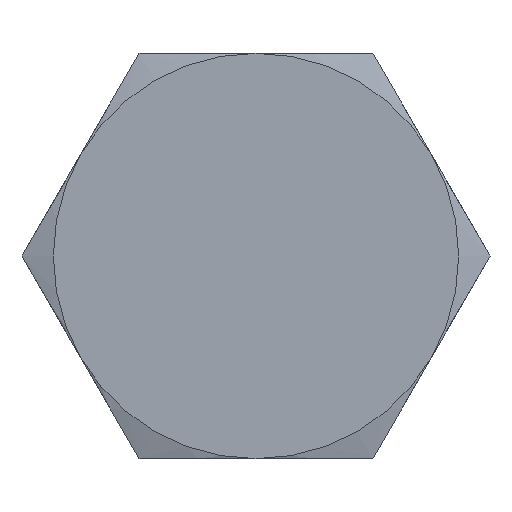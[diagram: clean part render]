
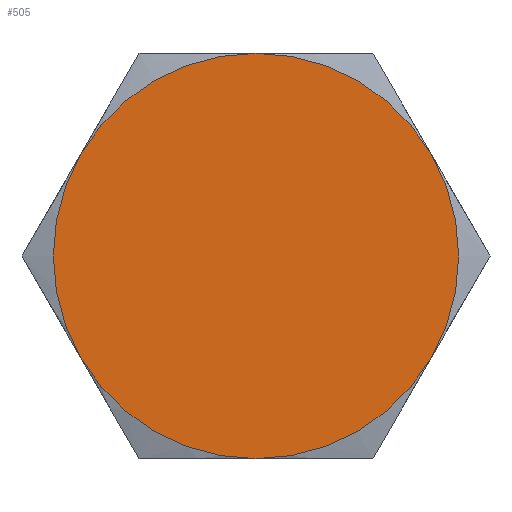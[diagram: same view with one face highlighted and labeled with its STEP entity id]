
A CAD part, left-side view. The second image highlights one B-rep face of the part: STEP entity #505.
In plain terms, the highlighted planar face has unit normal (-1, 0, 0).
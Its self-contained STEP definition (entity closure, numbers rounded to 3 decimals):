
#191=ORIENTED_EDGE('',*,*,#254,.F.);
#192=ORIENTED_EDGE('',*,*,#253,.F.);
#193=ORIENTED_EDGE('',*,*,#252,.F.);
#194=ORIENTED_EDGE('',*,*,#255,.F.);
#195=ORIENTED_EDGE('',*,*,#251,.F.);
#196=ORIENTED_EDGE('',*,*,#250,.F.);
#250=EDGE_CURVE('',#293,#290,#319,.T.);
#251=EDGE_CURVE('',#290,#300,#320,.T.);
#252=EDGE_CURVE('',#299,#297,#321,.T.);
#253=EDGE_CURVE('',#297,#295,#322,.T.);
#254=EDGE_CURVE('',#295,#293,#323,.T.);
#255=EDGE_CURVE('',#300,#299,#324,.T.);
#290=VERTEX_POINT('',#913);
#293=VERTEX_POINT('',#927);
#295=VERTEX_POINT('',#939);
#297=VERTEX_POINT('',#951);
#299=VERTEX_POINT('',#963);
#300=VERTEX_POINT('',#974);
#319=CIRCLE('',#568,3.5);
#320=CIRCLE('',#570,3.5);
#321=CIRCLE('',#572,3.5);
#322=CIRCLE('',#574,3.5);
#323=CIRCLE('',#576,3.5);
#324=CIRCLE('',#578,3.5);
#389=EDGE_LOOP('',(#191,#192,#193,#194,#195,#196));
#456=FACE_BOUND('',#389,.T.);
#470=PLANE('',#577);
#505=ADVANCED_FACE('',(#456),#470,.F.);
#568=AXIS2_PLACEMENT_3D('',#980,#690,#691);
#570=AXIS2_PLACEMENT_3D('',#982,#694,#695);
#572=AXIS2_PLACEMENT_3D('',#984,#698,#699);
#574=AXIS2_PLACEMENT_3D('',#986,#702,#703);
#576=AXIS2_PLACEMENT_3D('',#988,#706,#707);
#577=AXIS2_PLACEMENT_3D('',#989,#708,#709);
#578=AXIS2_PLACEMENT_3D('',#990,#710,#711);
#690=DIRECTION('',(1.,0.,0.));
#691=DIRECTION('',(0.,0.,-1.));
#694=DIRECTION('',(1.,0.,0.));
#695=DIRECTION('',(0.,0.,-1.));
#698=DIRECTION('',(1.,0.,0.));
#699=DIRECTION('',(0.,0.,-1.));
#702=DIRECTION('',(1.,0.,0.));
#703=DIRECTION('',(0.,0.,-1.));
#706=DIRECTION('',(1.,0.,0.));
#707=DIRECTION('',(0.,0.,-1.));
#708=DIRECTION('',(1.,0.,0.));
#709=DIRECTION('',(0.,0.,-1.));
#710=DIRECTION('',(1.,0.,0.));
#711=DIRECTION('',(0.,0.,-1.));
#913=CARTESIAN_POINT('',(-3.,0.,3.5));
#927=CARTESIAN_POINT('',(-3.,3.031,1.75));
#939=CARTESIAN_POINT('',(-3.,3.031,-1.75));
#951=CARTESIAN_POINT('',(-3.,0.,-3.5));
#963=CARTESIAN_POINT('',(-3.,-3.031,-1.75));
#974=CARTESIAN_POINT('',(-3.,-3.031,1.75));
#980=CARTESIAN_POINT('',(-3.,0.,0.));
#982=CARTESIAN_POINT('',(-3.,0.,0.));
#984=CARTESIAN_POINT('',(-3.,0.,0.));
#986=CARTESIAN_POINT('',(-3.,0.,0.));
#988=CARTESIAN_POINT('',(-3.,0.,0.));
#989=CARTESIAN_POINT('',(-3.,0.,0.));
#990=CARTESIAN_POINT('',(-3.,0.,0.));
